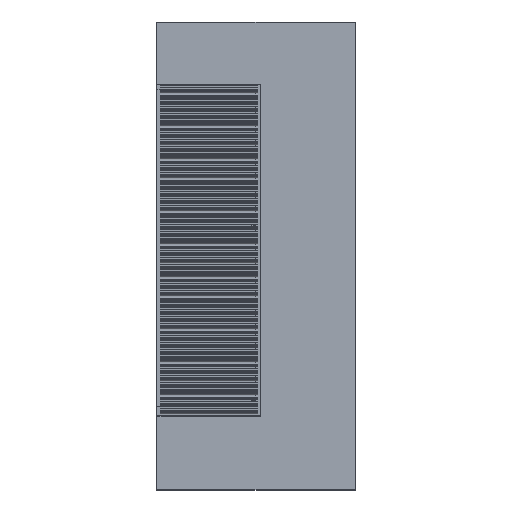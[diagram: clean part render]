
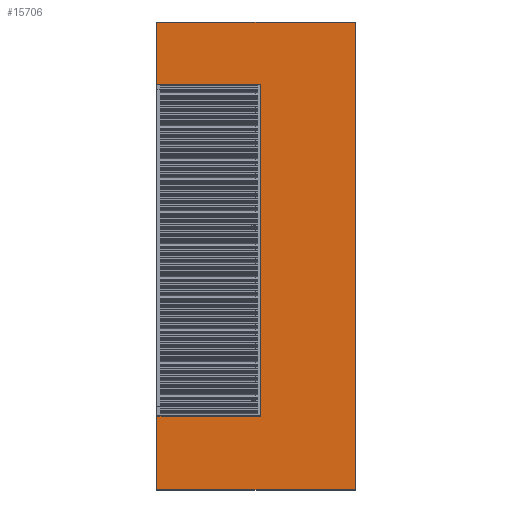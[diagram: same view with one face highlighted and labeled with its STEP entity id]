
A CAD part, top view. The second image highlights one B-rep face of the part: STEP entity #15706.
In plain terms, the highlighted planar face has unit normal (0, 0, 1).
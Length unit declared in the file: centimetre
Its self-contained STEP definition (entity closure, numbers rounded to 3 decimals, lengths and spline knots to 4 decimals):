
#348=FACE_OUTER_BOUND('',#1184,.T.);
#1184=EDGE_LOOP('',(#10698,#10699,#10700,#10701));
#2077=LINE('',#21991,#4311);
#2080=LINE('',#21998,#4314);
#2084=LINE('',#22005,#4318);
#2087=LINE('',#22010,#4321);
#4311=VECTOR('',#17896,1.);
#4314=VECTOR('',#17901,1.);
#4318=VECTOR('',#17907,1.);
#4321=VECTOR('',#17914,1.);
#6519=VERTEX_POINT('',#21988);
#6520=VERTEX_POINT('',#21990);
#6522=VERTEX_POINT('',#21996);
#6523=VERTEX_POINT('',#21997);
#8135=EDGE_CURVE('',#6519,#6520,#2077,.T.);
#8138=EDGE_CURVE('',#6522,#6523,#2080,.T.);
#8142=EDGE_CURVE('',#6522,#6520,#2084,.T.);
#8145=EDGE_CURVE('',#6519,#6523,#2087,.T.);
#10698=ORIENTED_EDGE('',*,*,#8142,.T.);
#10699=ORIENTED_EDGE('',*,*,#8135,.F.);
#10700=ORIENTED_EDGE('',*,*,#8145,.T.);
#10701=ORIENTED_EDGE('',*,*,#8138,.F.);
#14877=PLANE('',#16625);
#15706=ADVANCED_FACE('',(#348),#14877,.F.);
#16625=AXIS2_PLACEMENT_3D('',#22009,#17912,#17913);
#17896=DIRECTION('',(1.,0.,0.));
#17901=DIRECTION('',(-1.,0.,0.));
#17907=DIRECTION('',(0.,1.,0.));
#17912=DIRECTION('center_axis',(0.,0.,-1.));
#17913=DIRECTION('ref_axis',(0.,-1.,0.));
#17914=DIRECTION('',(0.,-1.,0.));
#21988=CARTESIAN_POINT('',(-40.,2444.5,0.));
#21990=CARTESIAN_POINT('',(1218.7,2444.5,0.));
#21991=CARTESIAN_POINT('',(289.35,2444.5,0.));
#21996=CARTESIAN_POINT('',(1218.7,-530.,0.));
#21997=CARTESIAN_POINT('',(-40.,-530.,0.));
#21998=CARTESIAN_POINT('',(289.35,-530.,0.));
#22005=CARTESIAN_POINT('',(1218.7,2044.5,0.));
#22009=CARTESIAN_POINT('Origin',(289.35,1007.25,0.));
#22010=CARTESIAN_POINT('',(-40.,-30.,0.));
